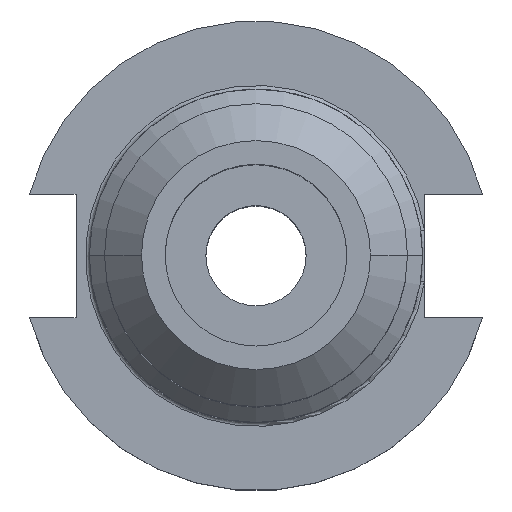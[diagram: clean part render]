
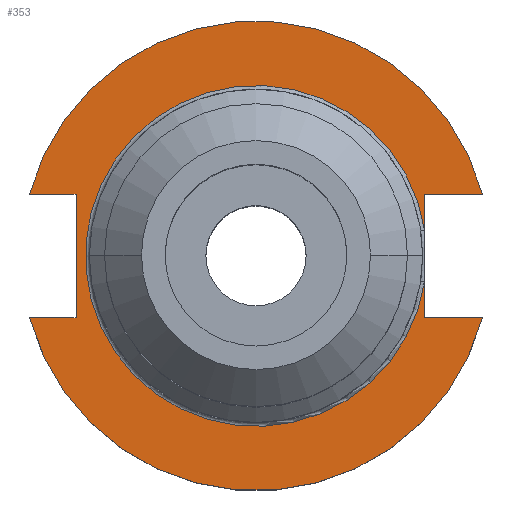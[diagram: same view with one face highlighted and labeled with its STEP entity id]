
A CAD part, top view. The second image highlights one B-rep face of the part: STEP entity #353.
In plain terms, the highlighted planar face has unit normal (0, 0, 1).
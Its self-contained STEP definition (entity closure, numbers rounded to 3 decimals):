
#8 = LINE ( 'NONE', #1726, #251 ) ;
#14 = AXIS2_PLACEMENT_3D ( 'NONE', #1674, #1125, #445 ) ;
#20 = DIRECTION ( 'NONE',  ( 0., -1., 0. ) ) ;
#33 = CARTESIAN_POINT ( 'NONE',  ( -37.719, 12.954, 19.05 ) ) ;
#36 = CARTESIAN_POINT ( 'NONE',  ( 35.306, -12.954, 19.05 ) ) ;
#85 = EDGE_CURVE ( 'NONE', #1659, #685, #1003, .T. ) ;
#110 = VERTEX_POINT ( 'NONE', #594 ) ;
#123 = ORIENTED_EDGE ( 'NONE', *, *, #995, .T. ) ;
#130 = CARTESIAN_POINT ( 'NONE',  ( 35.306, 12.954, 19.05 ) ) ;
#140 = ORIENTED_EDGE ( 'NONE', *, *, #1587, .F. ) ;
#176 = ORIENTED_EDGE ( 'NONE', *, *, #1311, .F. ) ;
#210 = FACE_OUTER_BOUND ( 'NONE', #843, .T. ) ;
#251 = VECTOR ( 'NONE', #375, 1000. ) ;
#260 = DIRECTION ( 'NONE',  ( 1., 0., 0. ) ) ;
#308 = LINE ( 'NONE', #640, #638 ) ;
#353 = ADVANCED_FACE ( 'NONE', ( #210 ), #979, .T. ) ;
#375 = DIRECTION ( 'NONE',  ( -1., 0., 0. ) ) ;
#394 = DIRECTION ( 'NONE',  ( 1., 0., 0. ) ) ;
#435 = AXIS2_PLACEMENT_3D ( 'NONE', #443, #1575, #586 ) ;
#443 = CARTESIAN_POINT ( 'NONE',  ( 0., 0., 19.05 ) ) ;
#445 = DIRECTION ( 'NONE',  ( 1., 0., 0. ) ) ;
#556 = VECTOR ( 'NONE', #20, 1000. ) ;
#557 = CIRCLE ( 'NONE', #593, 49.212 ) ;
#586 = DIRECTION ( 'NONE',  ( 1., 0., 0. ) ) ;
#593 = AXIS2_PLACEMENT_3D ( 'NONE', #680, #1399, #260 ) ;
#594 = CARTESIAN_POINT ( 'NONE',  ( -47.477, -12.954, 19.05 ) ) ;
#611 = LINE ( 'NONE', #1743, #992 ) ;
#638 = VECTOR ( 'NONE', #1200, 1000. ) ;
#640 = CARTESIAN_POINT ( 'NONE',  ( -63.719, 12.954, 19.05 ) ) ;
#680 = CARTESIAN_POINT ( 'NONE',  ( 0., 0., 19.05 ) ) ;
#685 = VERTEX_POINT ( 'NONE', #889 ) ;
#726 = CARTESIAN_POINT ( 'NONE',  ( 35.306, 12.954, 19.05 ) ) ;
#739 = LINE ( 'NONE', #969, #1438 ) ;
#773 = ORIENTED_EDGE ( 'NONE', *, *, #1629, .F. ) ;
#779 = ORIENTED_EDGE ( 'NONE', *, *, #1237, .T. ) ;
#816 = DIRECTION ( 'NONE',  ( 1., 0., 0. ) ) ;
#829 = CARTESIAN_POINT ( 'NONE',  ( 47.477, 12.954, 19.05 ) ) ;
#833 = ORIENTED_EDGE ( 'NONE', *, *, #1796, .F. ) ;
#843 = EDGE_LOOP ( 'NONE', ( #833, #871, #773, #1622, #779, #140, #176, #1015, #123, #1568 ) ) ;
#846 = CARTESIAN_POINT ( 'NONE',  ( 0., 49.212, 19.05 ) ) ;
#871 = ORIENTED_EDGE ( 'NONE', *, *, #1616, .T. ) ;
#878 = DIRECTION ( 'NONE',  ( 1., 0., 0. ) ) ;
#889 = CARTESIAN_POINT ( 'NONE',  ( 47.477, -12.954, 19.05 ) ) ;
#891 = DIRECTION ( 'NONE',  ( 0., -1., 0. ) ) ;
#895 = CARTESIAN_POINT ( 'NONE',  ( 35.306, -5.455, 19.05 ) ) ;
#950 = CARTESIAN_POINT ( 'NONE',  ( 35.306, -12.954, 19.05 ) ) ;
#964 = VERTEX_POINT ( 'NONE', #829 ) ;
#969 = CARTESIAN_POINT ( 'NONE',  ( -63.719, -12.954, 19.05 ) ) ;
#979 = PLANE ( 'NONE',  #1418 ) ;
#992 = VECTOR ( 'NONE', #891, 1000. ) ;
#995 = EDGE_CURVE ( 'NONE', #110, #685, #1326, .T. ) ;
#1003 = LINE ( 'NONE', #36, #1755 ) ;
#1015 = ORIENTED_EDGE ( 'NONE', *, *, #1148, .F. ) ;
#1082 = VECTOR ( 'NONE', #1286, 1000. ) ;
#1122 = LINE ( 'NONE', #33, #1082 ) ;
#1125 = DIRECTION ( 'NONE',  ( 0., 0., -1. ) ) ;
#1148 = EDGE_CURVE ( 'NONE', #110, #1531, #739, .T. ) ;
#1197 = VERTEX_POINT ( 'NONE', #130 ) ;
#1200 = DIRECTION ( 'NONE',  ( -1., 0., 0. ) ) ;
#1237 = EDGE_CURVE ( 'NONE', #964, #1380, #557, .T. ) ;
#1286 = DIRECTION ( 'NONE',  ( 0., 1., 0. ) ) ;
#1311 = EDGE_CURVE ( 'NONE', #1531, #1410, #1122, .T. ) ;
#1326 = CIRCLE ( 'NONE', #435, 49.212 ) ;
#1340 = CARTESIAN_POINT ( 'NONE',  ( 35.306, 5.455, 19.05 ) ) ;
#1375 = EDGE_CURVE ( 'NONE', #964, #1197, #8, .T. ) ;
#1379 = DIRECTION ( 'NONE',  ( 0., 0., 1. ) ) ;
#1380 = VERTEX_POINT ( 'NONE', #1664 ) ;
#1399 = DIRECTION ( 'NONE',  ( 0., 0., 1. ) ) ;
#1410 = VERTEX_POINT ( 'NONE', #1721 ) ;
#1418 = AXIS2_PLACEMENT_3D ( 'NONE', #846, #1379, #394 ) ;
#1438 = VECTOR ( 'NONE', #816, 1000. ) ;
#1487 = VERTEX_POINT ( 'NONE', #1340 ) ;
#1531 = VERTEX_POINT ( 'NONE', #1756 ) ;
#1568 = ORIENTED_EDGE ( 'NONE', *, *, #85, .F. ) ;
#1575 = DIRECTION ( 'NONE',  ( 0., 0., 1. ) ) ;
#1587 = EDGE_CURVE ( 'NONE', #1410, #1380, #308, .T. ) ;
#1616 = EDGE_CURVE ( 'NONE', #1786, #1487, #1719, .T. ) ;
#1622 = ORIENTED_EDGE ( 'NONE', *, *, #1375, .F. ) ;
#1629 = EDGE_CURVE ( 'NONE', #1197, #1487, #1639, .T. ) ;
#1639 = LINE ( 'NONE', #726, #556 ) ;
#1659 = VERTEX_POINT ( 'NONE', #950 ) ;
#1664 = CARTESIAN_POINT ( 'NONE',  ( -47.477, 12.954, 19.05 ) ) ;
#1674 = CARTESIAN_POINT ( 'NONE',  ( 0., 0., 19.05 ) ) ;
#1719 = CIRCLE ( 'NONE', #14, 35.725 ) ;
#1721 = CARTESIAN_POINT ( 'NONE',  ( -37.719, 12.954, 19.05 ) ) ;
#1726 = CARTESIAN_POINT ( 'NONE',  ( 35.306, 12.954, 19.05 ) ) ;
#1743 = CARTESIAN_POINT ( 'NONE',  ( 35.306, 12.954, 19.05 ) ) ;
#1755 = VECTOR ( 'NONE', #878, 1000. ) ;
#1756 = CARTESIAN_POINT ( 'NONE',  ( -37.719, -12.954, 19.05 ) ) ;
#1786 = VERTEX_POINT ( 'NONE', #895 ) ;
#1796 = EDGE_CURVE ( 'NONE', #1786, #1659, #611, .T. ) ;
